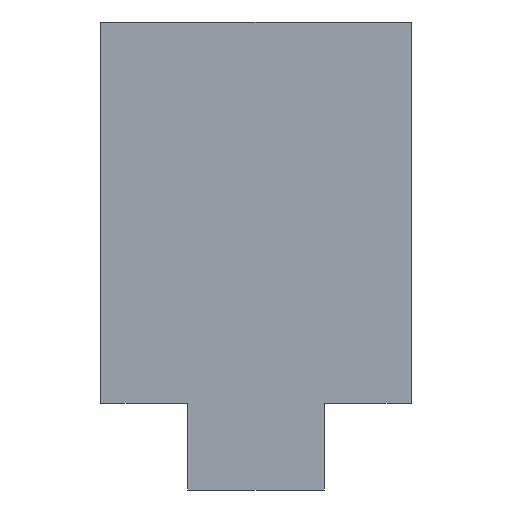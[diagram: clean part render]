
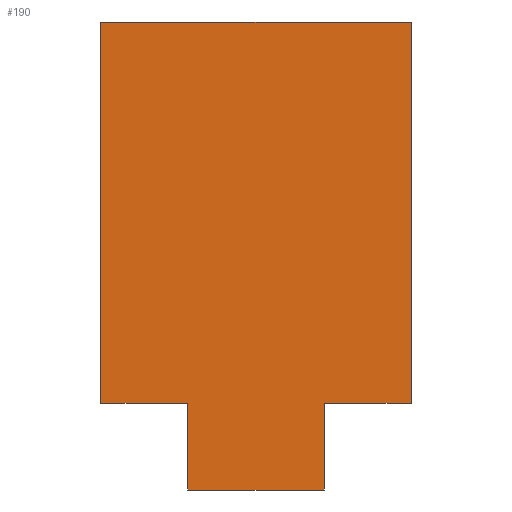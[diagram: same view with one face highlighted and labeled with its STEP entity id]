
A CAD part, front view. The second image highlights one B-rep face of the part: STEP entity #190.
In plain terms, the highlighted planar face has unit normal (0, -1, 0).
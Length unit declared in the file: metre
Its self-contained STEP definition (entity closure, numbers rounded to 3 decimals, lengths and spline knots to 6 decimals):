
#24=FACE_OUTER_BOUND('',#34,.T.);
#34=EDGE_LOOP('',(#163,#164,#165,#166,#167,#168,#169,#170));
#35=LINE('',#265,#59);
#41=LINE('',#276,#65);
#45=LINE('',#285,#69);
#46=LINE('',#288,#70);
#52=LINE('',#300,#76);
#53=LINE('',#302,#77);
#55=LINE('',#305,#79);
#57=LINE('',#308,#81);
#59=VECTOR('',#219,1.);
#65=VECTOR('',#227,1.);
#69=VECTOR('',#233,1.);
#70=VECTOR('',#236,1.);
#76=VECTOR('',#244,1.);
#77=VECTOR('',#247,1.);
#79=VECTOR('',#251,1.);
#81=VECTOR('',#255,1.);
#83=VERTEX_POINT('',#263);
#84=VERTEX_POINT('',#264);
#88=VERTEX_POINT('',#274);
#89=VERTEX_POINT('',#278);
#92=VERTEX_POINT('',#283);
#93=VERTEX_POINT('',#287);
#95=VERTEX_POINT('',#293);
#98=VERTEX_POINT('',#298);
#99=EDGE_CURVE('',#83,#84,#35,.T.);
#105=EDGE_CURVE('',#83,#88,#41,.T.);
#109=EDGE_CURVE('',#89,#92,#45,.T.);
#110=EDGE_CURVE('',#89,#93,#46,.T.);
#116=EDGE_CURVE('',#98,#95,#52,.T.);
#117=EDGE_CURVE('',#95,#92,#53,.T.);
#119=EDGE_CURVE('',#98,#84,#55,.T.);
#121=EDGE_CURVE('',#88,#93,#57,.T.);
#163=ORIENTED_EDGE('',*,*,#110,.F.);
#164=ORIENTED_EDGE('',*,*,#109,.T.);
#165=ORIENTED_EDGE('',*,*,#117,.F.);
#166=ORIENTED_EDGE('',*,*,#116,.F.);
#167=ORIENTED_EDGE('',*,*,#119,.T.);
#168=ORIENTED_EDGE('',*,*,#99,.F.);
#169=ORIENTED_EDGE('',*,*,#105,.T.);
#170=ORIENTED_EDGE('',*,*,#121,.T.);
#180=PLANE('',#214);
#190=ADVANCED_FACE('',(#24),#180,.F.);
#214=AXIS2_PLACEMENT_3D('',#311,#259,#260);
#219=DIRECTION('',(-1.,0.,0.));
#227=DIRECTION('',(0.,0.,-1.));
#233=DIRECTION('',(1.,0.,0.));
#236=DIRECTION('',(0.,0.,-1.));
#244=DIRECTION('',(1.,0.,0.));
#247=DIRECTION('',(0.,0.,-1.));
#251=DIRECTION('',(0.,0.,-1.));
#255=DIRECTION('',(1.,0.,0.));
#259=DIRECTION('center_axis',(0.,1.,0.));
#260=DIRECTION('ref_axis',(0.,0.,1.));
#263=CARTESIAN_POINT('',(-0.01318,-0.021542,-0.033392));
#264=CARTESIAN_POINT('',(-0.02718,-0.021542,-0.033392));
#265=CARTESIAN_POINT('',(-0.02018,-0.021542,-0.033392));
#274=CARTESIAN_POINT('',(-0.01318,-0.021542,-0.047392));
#276=CARTESIAN_POINT('',(-0.01318,-0.021542,-0.040392));
#278=CARTESIAN_POINT('',(0.00882,-0.021542,-0.033392));
#283=CARTESIAN_POINT('',(0.02282,-0.021542,-0.033392));
#285=CARTESIAN_POINT('',(0.01582,-0.021542,-0.033392));
#287=CARTESIAN_POINT('',(0.00882,-0.021542,-0.047392));
#288=CARTESIAN_POINT('',(0.00882,-0.021542,-0.040392));
#293=CARTESIAN_POINT('',(0.02282,-0.021542,0.02796));
#298=CARTESIAN_POINT('',(-0.02718,-0.021542,0.02796));
#300=CARTESIAN_POINT('',(-0.02718,-0.021542,0.02796));
#302=CARTESIAN_POINT('',(0.02282,-0.021542,-0.012216));
#305=CARTESIAN_POINT('',(-0.02718,-0.021542,-0.012216));
#308=CARTESIAN_POINT('',(-0.02718,-0.021542,-0.047392));
#311=CARTESIAN_POINT('Origin',(-0.02718,-0.021542,
-0.012216));
